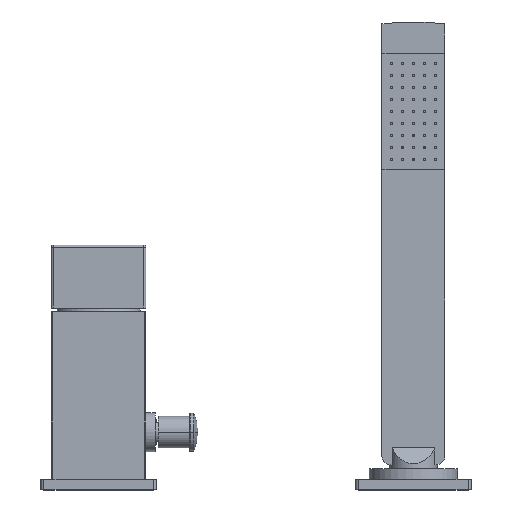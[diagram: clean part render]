
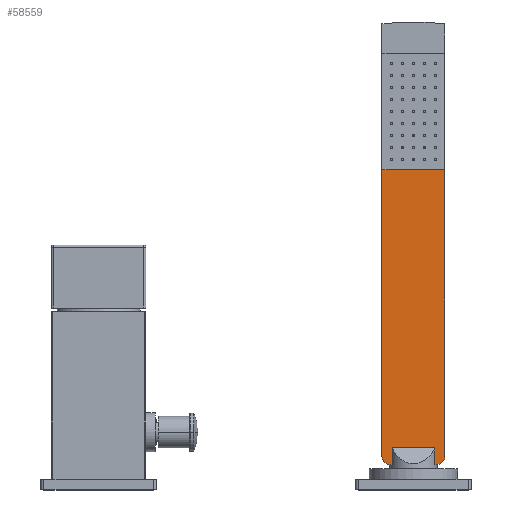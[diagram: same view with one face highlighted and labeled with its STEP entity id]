
A CAD part, top view. The second image highlights one B-rep face of the part: STEP entity #58559.
In plain terms, the highlighted planar face has unit normal (0, 0, 1).
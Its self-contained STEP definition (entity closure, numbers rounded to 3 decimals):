
#52030=DIRECTION('',(0.,-1.,0.));
#52031=VECTOR('',#52030,136.5);
#52032=CARTESIAN_POINT('',(165.,152.5,5.));
#52033=LINE('',#52032,#52031);
#52034=CARTESIAN_POINT('',(161.,16.,5.));
#52035=DIRECTION('',(0.,0.,-1.));
#52036=DIRECTION('',(1.,0.,0.));
#52037=AXIS2_PLACEMENT_3D('',#52034,#52035,#52036);
#52039=DIRECTION('',(0.,1.,0.));
#52040=VECTOR('',#52039,8.);
#52041=CARTESIAN_POINT('',(160.078,12.,5.));
#52042=LINE('',#52041,#52040);
#52043=CARTESIAN_POINT('',(139.,16.,5.));
#52044=DIRECTION('',(0.,0.,-1.));
#52045=DIRECTION('',(0.,-1.,0.));
#52046=AXIS2_PLACEMENT_3D('',#52043,#52044,#52045);
#52048=DIRECTION('',(0.,1.,0.));
#52049=VECTOR('',#52048,136.5);
#52050=CARTESIAN_POINT('',(135.,16.,5.));
#52051=LINE('',#52050,#52049);
#52052=DIRECTION('',(1.,0.,0.));
#52053=VECTOR('',#52052,30.);
#52054=CARTESIAN_POINT('',(135.,152.5,5.));
#52055=LINE('',#52054,#52053);
#52111=DIRECTION('',(1.,0.,0.));
#52112=VECTOR('',#52111,0.922);
#52113=CARTESIAN_POINT('',(139.,12.,5.));
#52114=LINE('',#52113,#52112);
#52134=DIRECTION('',(0.,1.,0.));
#52135=VECTOR('',#52134,8.);
#52136=CARTESIAN_POINT('',(139.922,12.,5.));
#52137=LINE('',#52136,#52135);
#52573=DIRECTION('',(1.,0.,0.));
#52574=VECTOR('',#52573,0.922);
#52575=CARTESIAN_POINT('',(160.078,12.,5.));
#52576=LINE('',#52575,#52574);
#52635=DIRECTION('',(1.,0.,0.));
#52636=VECTOR('',#52635,20.156);
#52637=CARTESIAN_POINT('',(139.922,20.,5.));
#52638=LINE('',#52637,#52636);
#54853=CARTESIAN_POINT('',(139.,12.,5.));
#54855=VERTEX_POINT('',#54853);
#54860=CARTESIAN_POINT('',(135.,16.,5.));
#54862=VERTEX_POINT('',#54860);
#54864=CARTESIAN_POINT('',(139.922,12.,5.));
#54865=VERTEX_POINT('',#54864);
#55095=CARTESIAN_POINT('',(161.,12.,5.));
#55097=VERTEX_POINT('',#55095);
#55100=CARTESIAN_POINT('',(165.,16.,5.));
#55102=VERTEX_POINT('',#55100);
#55105=CARTESIAN_POINT('',(160.078,12.,5.));
#55106=VERTEX_POINT('',#55105);
#55829=CARTESIAN_POINT('',(135.,152.5,5.));
#55830=CARTESIAN_POINT('',(165.,152.5,5.));
#55831=VERTEX_POINT('',#55829);
#55832=VERTEX_POINT('',#55830);
#55849=CARTESIAN_POINT('',(139.922,20.,5.));
#55850=CARTESIAN_POINT('',(160.078,20.,5.));
#55851=VERTEX_POINT('',#55849);
#55852=VERTEX_POINT('',#55850);
#58533=CARTESIAN_POINT('',(137.461,16.,5.));
#58534=DIRECTION('',(0.,0.,-1.));
#58535=DIRECTION('',(-1.,0.,0.));
#58536=AXIS2_PLACEMENT_3D('',#58533,#58534,#58535);
#58537=PLANE('',#58536);
#58539=ORIENTED_EDGE('',*,*,#58538,.T.);
#58541=ORIENTED_EDGE('',*,*,#58540,.T.);
#58543=ORIENTED_EDGE('',*,*,#58542,.F.);
#58545=ORIENTED_EDGE('',*,*,#58544,.T.);
#58547=ORIENTED_EDGE('',*,*,#58546,.F.);
#58549=ORIENTED_EDGE('',*,*,#58548,.F.);
#58551=ORIENTED_EDGE('',*,*,#58550,.F.);
#58553=ORIENTED_EDGE('',*,*,#58552,.T.);
#58554=ORIENTED_EDGE('',*,*,#58508,.T.);
#58556=ORIENTED_EDGE('',*,*,#58555,.T.);
#58557=EDGE_LOOP('',(#58539,#58541,#58543,#58545,#58547,#58549,#58551,#58553,
#58554,#58556));
#58558=FACE_OUTER_BOUND('',#58557,.F.);
#58559=ADVANCED_FACE('',(#58558),#58537,.F.);
#52038=CIRCLE('',#52037,4.);
#52047=CIRCLE('',#52046,4.);
#58508=EDGE_CURVE('',#54862,#55831,#52051,.T.);
#58538=EDGE_CURVE('',#55832,#55102,#52033,.T.);
#58540=EDGE_CURVE('',#55102,#55097,#52038,.T.);
#58542=EDGE_CURVE('',#55106,#55097,#52576,.T.);
#58544=EDGE_CURVE('',#55106,#55852,#52042,.T.);
#58546=EDGE_CURVE('',#55851,#55852,#52638,.T.);
#58548=EDGE_CURVE('',#54865,#55851,#52137,.T.);
#58550=EDGE_CURVE('',#54855,#54865,#52114,.T.);
#58552=EDGE_CURVE('',#54855,#54862,#52047,.T.);
#58555=EDGE_CURVE('',#55831,#55832,#52055,.T.);
